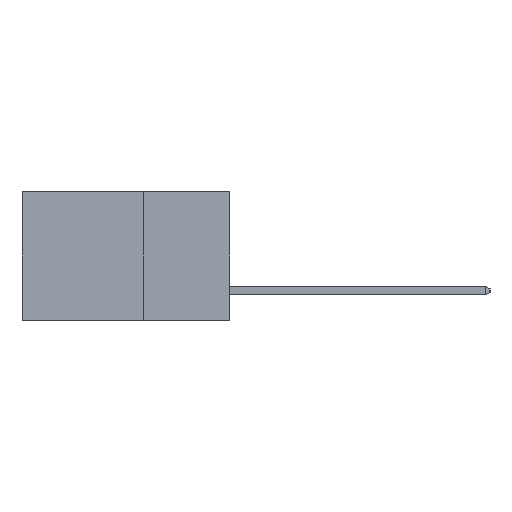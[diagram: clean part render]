
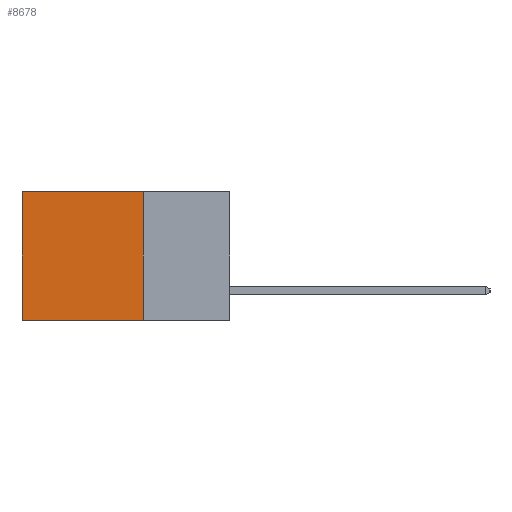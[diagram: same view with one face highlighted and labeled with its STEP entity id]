
A CAD part, left-side view. The second image highlights one B-rep face of the part: STEP entity #8678.
In plain terms, the highlighted planar face has unit normal (-1, 0, 0).
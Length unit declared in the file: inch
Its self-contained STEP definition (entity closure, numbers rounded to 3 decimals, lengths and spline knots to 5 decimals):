
#161 = ORIENTED_EDGE ( 'NONE', *, *, #11484, .T. ) ;
#315 = EDGE_CURVE ( 'NONE', #10527, #2658, #9834, .T. ) ;
#791 = CARTESIAN_POINT ( 'NONE',  ( 0.298, 0.25, 0. ) ) ;
#1003 = VECTOR ( 'NONE', #11344, 39.37008 ) ;
#1824 = DIRECTION ( 'NONE',  ( 0., 1., 0. ) ) ;
#2064 = CARTESIAN_POINT ( 'NONE',  ( 0.298, 0.6, 0. ) ) ;
#2658 = VERTEX_POINT ( 'NONE', #2872 ) ;
#2872 = CARTESIAN_POINT ( 'NONE',  ( 0.298, 0.25, -0.37 ) ) ;
#3537 = VECTOR ( 'NONE', #7781, 39.37008 ) ;
#4048 = VECTOR ( 'NONE', #1824, 39.37008 ) ;
#4774 = DIRECTION ( 'NONE',  ( 0., 0., -1. ) ) ;
#4793 = DIRECTION ( 'NONE',  ( 1., 0., 0. ) ) ;
#4873 = PLANE ( 'NONE',  #9480 ) ;
#4989 = CARTESIAN_POINT ( 'NONE',  ( 0.298, 0.25, 0. ) ) ;
#7246 = FACE_OUTER_BOUND ( 'NONE', #9155, .T. ) ;
#7338 = VECTOR ( 'NONE', #7341, 39.37008 ) ;
#7341 = DIRECTION ( 'NONE',  ( 0., 0., -1. ) ) ;
#7781 = DIRECTION ( 'NONE',  ( 0., 0., -1. ) ) ;
#7794 = CARTESIAN_POINT ( 'NONE',  ( 0.298, 0.25, 0. ) ) ;
#7919 = EDGE_CURVE ( 'NONE', #2658, #11781, #10985, .T. ) ;
#8049 = CARTESIAN_POINT ( 'NONE',  ( 0.298, 0.6, 0. ) ) ;
#8315 = EDGE_CURVE ( 'NONE', #11669, #11781, #8605, .T. ) ;
#8410 = ORIENTED_EDGE ( 'NONE', *, *, #315, .F. ) ;
#8605 = LINE ( 'NONE', #8049, #3537 ) ;
#8678 = ADVANCED_FACE ( 'NONE', ( #7246 ), #4873, .F. ) ;
#8987 = ORIENTED_EDGE ( 'NONE', *, *, #7919, .F. ) ;
#9112 = LINE ( 'NONE', #791, #4048 ) ;
#9155 = EDGE_LOOP ( 'NONE', ( #11195, #8987, #8410, #161 ) ) ;
#9480 = AXIS2_PLACEMENT_3D ( 'NONE', #4989, #4793, #4774 ) ;
#9778 = CARTESIAN_POINT ( 'NONE',  ( 0.298, 0.6, -0.37 ) ) ;
#9834 = LINE ( 'NONE', #7794, #7338 ) ;
#9879 = CARTESIAN_POINT ( 'NONE',  ( 0.298, 0.25, 0. ) ) ;
#10527 = VERTEX_POINT ( 'NONE', #9879 ) ;
#10985 = LINE ( 'NONE', #11456, #1003 ) ;
#11195 = ORIENTED_EDGE ( 'NONE', *, *, #8315, .T. ) ;
#11344 = DIRECTION ( 'NONE',  ( 0., 1., 0. ) ) ;
#11456 = CARTESIAN_POINT ( 'NONE',  ( 0.298, 0.25, -0.37 ) ) ;
#11484 = EDGE_CURVE ( 'NONE', #10527, #11669, #9112, .T. ) ;
#11669 = VERTEX_POINT ( 'NONE', #2064 ) ;
#11781 = VERTEX_POINT ( 'NONE', #9778 ) ;
